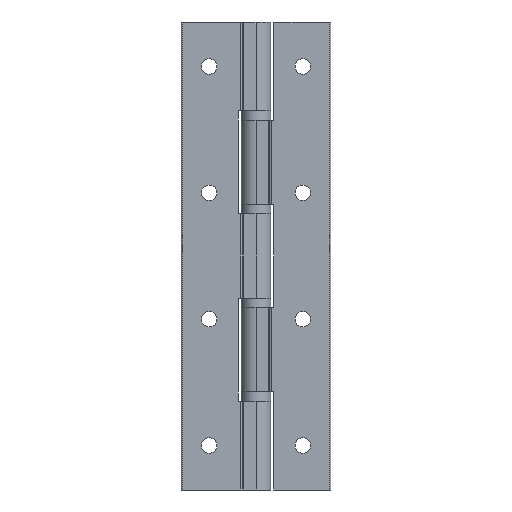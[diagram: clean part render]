
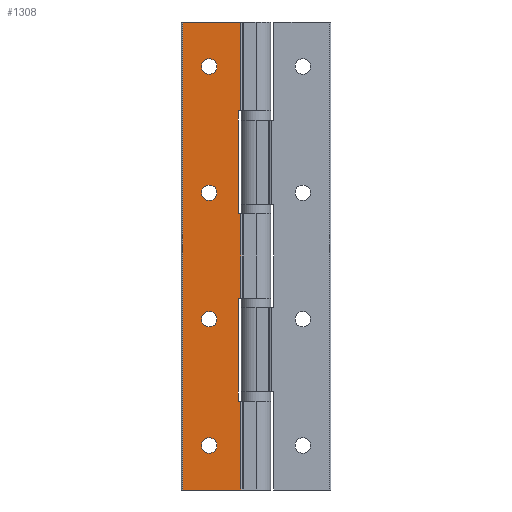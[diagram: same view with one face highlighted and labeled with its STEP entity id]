
A CAD part, front view. The second image highlights one B-rep face of the part: STEP entity #1308.
In plain terms, the highlighted planar face has unit normal (0, -1, 0).
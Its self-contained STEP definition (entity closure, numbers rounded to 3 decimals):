
#117=FACE_BOUND('',#354,.T.);
#118=FACE_BOUND('',#355,.T.);
#119=FACE_BOUND('',#356,.T.);
#120=FACE_BOUND('',#357,.T.);
#182=CIRCLE('',#1413,1.65);
#184=CIRCLE('',#1417,1.65);
#186=CIRCLE('',#1421,1.65);
#188=CIRCLE('',#1425,1.65);
#259=FACE_OUTER_BOUND('',#353,.T.);
#353=EDGE_LOOP('',(#1045,#1046,#1047,#1048,#1049,#1050,#1051,#1052,#1053,
#1054,#1055,#1056));
#354=EDGE_LOOP('',(#1057));
#355=EDGE_LOOP('',(#1058));
#356=EDGE_LOOP('',(#1059));
#357=EDGE_LOOP('',(#1060));
#432=LINE('',#1950,#523);
#435=LINE('',#1956,#526);
#439=LINE('',#1977,#530);
#442=LINE('',#1987,#533);
#445=LINE('',#1993,#536);
#449=LINE('',#2014,#540);
#465=LINE('',#2065,#556);
#466=LINE('',#2068,#557);
#467=LINE('',#2079,#558);
#470=LINE('',#2087,#561);
#474=LINE('',#2120,#565);
#475=LINE('',#2122,#566);
#523=VECTOR('',#1527,22.);
#526=VECTOR('',#1532,0.518);
#530=VECTOR('',#1552,0.518);
#533=VECTOR('',#1559,22.);
#536=VECTOR('',#1564,0.518);
#540=VECTOR('',#1584,0.518);
#556=VECTOR('',#1638,19.);
#557=VECTOR('',#1641,19.);
#558=VECTOR('',#1654,100.);
#561=VECTOR('',#1663,12.418);
#565=VECTOR('',#1707,18.);
#566=VECTOR('',#1710,12.418);
#614=VERTEX_POINT('',#1947);
#615=VERTEX_POINT('',#1949);
#617=VERTEX_POINT('',#1955);
#626=VERTEX_POINT('',#1975);
#630=VERTEX_POINT('',#1984);
#631=VERTEX_POINT('',#1986);
#633=VERTEX_POINT('',#1992);
#642=VERTEX_POINT('',#2012);
#658=VERTEX_POINT('',#2063);
#659=VERTEX_POINT('',#2067);
#662=VERTEX_POINT('',#2076);
#663=VERTEX_POINT('',#2078);
#668=VERTEX_POINT('',#2098);
#670=VERTEX_POINT('',#2104);
#672=VERTEX_POINT('',#2110);
#674=VERTEX_POINT('',#2116);
#740=EDGE_CURVE('',#615,#614,#432,.T.);
#743=EDGE_CURVE('',#617,#615,#435,.T.);
#754=EDGE_CURVE('',#614,#626,#439,.T.);
#758=EDGE_CURVE('',#631,#630,#442,.T.);
#761=EDGE_CURVE('',#633,#631,#445,.T.);
#772=EDGE_CURVE('',#630,#642,#449,.T.);
#798=EDGE_CURVE('',#658,#642,#465,.T.);
#799=EDGE_CURVE('',#617,#659,#466,.T.);
#803=EDGE_CURVE('',#662,#663,#467,.T.);
#808=EDGE_CURVE('',#659,#662,#470,.T.);
#813=EDGE_CURVE('',#668,#668,#182,.T.);
#815=EDGE_CURVE('',#670,#670,#184,.T.);
#817=EDGE_CURVE('',#672,#672,#186,.T.);
#819=EDGE_CURVE('',#674,#674,#188,.T.);
#821=EDGE_CURVE('',#633,#626,#474,.T.);
#822=EDGE_CURVE('',#658,#663,#475,.T.);
#1045=ORIENTED_EDGE('',*,*,#754,.T.);
#1046=ORIENTED_EDGE('',*,*,#821,.F.);
#1047=ORIENTED_EDGE('',*,*,#761,.T.);
#1048=ORIENTED_EDGE('',*,*,#758,.T.);
#1049=ORIENTED_EDGE('',*,*,#772,.T.);
#1050=ORIENTED_EDGE('',*,*,#798,.F.);
#1051=ORIENTED_EDGE('',*,*,#822,.T.);
#1052=ORIENTED_EDGE('',*,*,#803,.F.);
#1053=ORIENTED_EDGE('',*,*,#808,.F.);
#1054=ORIENTED_EDGE('',*,*,#799,.F.);
#1055=ORIENTED_EDGE('',*,*,#743,.T.);
#1056=ORIENTED_EDGE('',*,*,#740,.T.);
#1057=ORIENTED_EDGE('',*,*,#813,.T.);
#1058=ORIENTED_EDGE('',*,*,#815,.T.);
#1059=ORIENTED_EDGE('',*,*,#817,.T.);
#1060=ORIENTED_EDGE('',*,*,#819,.T.);
#1256=PLANE('',#1427);
#1308=ADVANCED_FACE('',(#259,#117,#118,#119,#120),#1256,.T.);
#1413=AXIS2_PLACEMENT_3D('',#2099,#1678,#1679);
#1417=AXIS2_PLACEMENT_3D('',#2105,#1686,#1687);
#1421=AXIS2_PLACEMENT_3D('',#2111,#1694,#1695);
#1425=AXIS2_PLACEMENT_3D('',#2117,#1702,#1703);
#1427=AXIS2_PLACEMENT_3D('',#2121,#1708,#1709);
#1527=DIRECTION('',(0.,0.,1.));
#1532=DIRECTION('',(-1.,0.,0.));
#1552=DIRECTION('',(1.,0.,0.));
#1559=DIRECTION('',(0.,0.,1.));
#1564=DIRECTION('',(-1.,0.,0.));
#1584=DIRECTION('',(1.,0.,0.));
#1638=DIRECTION('',(0.,0.,-1.));
#1641=DIRECTION('',(0.,0.,-1.));
#1654=DIRECTION('',(0.,0.,1.));
#1663=DIRECTION('',(-1.,0.,0.));
#1678=DIRECTION('center_axis',(0.,1.,0.));
#1679=DIRECTION('ref_axis',(1.,0.,0.));
#1686=DIRECTION('center_axis',(0.,1.,0.));
#1687=DIRECTION('ref_axis',(1.,0.,0.));
#1694=DIRECTION('center_axis',(0.,1.,0.));
#1695=DIRECTION('ref_axis',(1.,0.,0.));
#1702=DIRECTION('center_axis',(0.,1.,0.));
#1703=DIRECTION('ref_axis',(1.,0.,0.));
#1707=DIRECTION('',(0.,0.,-1.));
#1708=DIRECTION('center_axis',(0.,-1.,0.));
#1709=DIRECTION('ref_axis',(-1.,0.,0.));
#1710=DIRECTION('',(-1.,0.,0.));
#1947=CARTESIAN_POINT('',(-3.8,0.,-59.));
#1949=CARTESIAN_POINT('',(-3.8,0.,-81.));
#1950=CARTESIAN_POINT('',(-3.8,0.,-40.5));
#1955=CARTESIAN_POINT('',(-3.282,0.,-81.));
#1956=CARTESIAN_POINT('',(4.273,0.,-81.));
#1975=CARTESIAN_POINT('',(-3.282,0.,-59.));
#1977=CARTESIAN_POINT('',(-1.9,0.,-59.));
#1984=CARTESIAN_POINT('',(-3.8,0.,-19.));
#1986=CARTESIAN_POINT('',(-3.8,0.,-41.));
#1987=CARTESIAN_POINT('',(-3.8,0.,-20.5));
#1992=CARTESIAN_POINT('',(-3.282,0.,-41.));
#1993=CARTESIAN_POINT('',(3.203,0.,-41.));
#2012=CARTESIAN_POINT('',(-3.282,0.,-19.));
#2014=CARTESIAN_POINT('',(-1.9,0.,-19.));
#2063=CARTESIAN_POINT('',(-3.282,0.,0.));
#2065=CARTESIAN_POINT('',(-3.282,0.,0.));
#2067=CARTESIAN_POINT('',(-3.282,0.,-100.));
#2068=CARTESIAN_POINT('',(-3.282,0.,0.));
#2076=CARTESIAN_POINT('',(-15.7,0.,-100.));
#2078=CARTESIAN_POINT('',(-15.7,0.,0.));
#2079=CARTESIAN_POINT('',(-15.7,0.,0.));
#2087=CARTESIAN_POINT('',(0.,0.,-100.));
#2098=CARTESIAN_POINT('',(-11.65,0.,-36.5));
#2099=CARTESIAN_POINT('Origin',(-10.,0.,-36.5));
#2104=CARTESIAN_POINT('',(-11.65,0.,-90.5));
#2105=CARTESIAN_POINT('Origin',(-10.,0.,-90.5));
#2110=CARTESIAN_POINT('',(-11.65,0.,-63.5));
#2111=CARTESIAN_POINT('Origin',(-10.,0.,-63.5));
#2116=CARTESIAN_POINT('',(-11.65,0.,-9.5));
#2117=CARTESIAN_POINT('Origin',(-10.,0.,-9.5));
#2120=CARTESIAN_POINT('',(-3.282,0.,0.));
#2121=CARTESIAN_POINT('Origin',(0.,0.,
0.));
#2122=CARTESIAN_POINT('',(0.,0.,0.));
